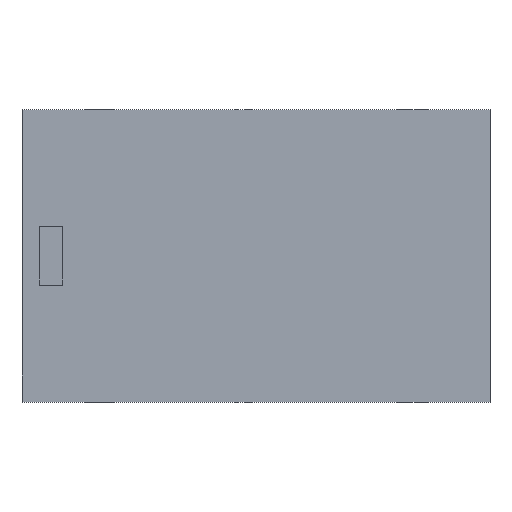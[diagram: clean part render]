
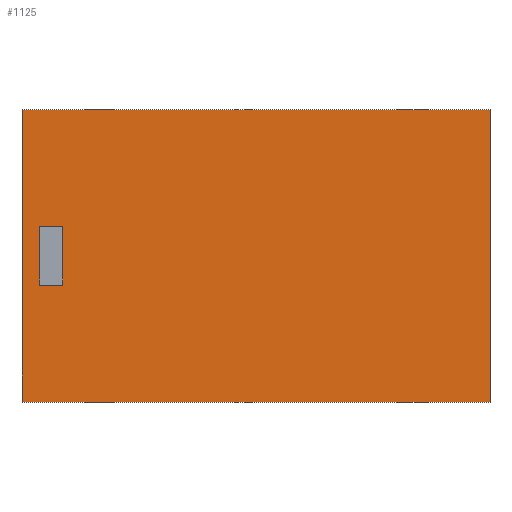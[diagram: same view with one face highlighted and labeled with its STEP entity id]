
A CAD part, top view. The second image highlights one B-rep face of the part: STEP entity #1125.
In plain terms, the highlighted free-form (B-spline) face has degree [1, 1] with [2, 2] control points.
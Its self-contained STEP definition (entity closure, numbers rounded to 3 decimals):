
#841=CARTESIAN_POINT('',(-8.0,5.0,8.0));
#842=VERTEX_POINT('',#841);
#851=CARTESIAN_POINT('',(8.0,5.0,8.0));
#852=VERTEX_POINT('',#851);
#853=CARTESIAN_POINT('',(-8.0,5.0,8.0));
#854=DIRECTION('',(1.0,0.0,0.0));
#855=VECTOR('',#854,16.0);
#856=LINE('',#853,#855);
#857=EDGE_CURVE('',#842,#852,#856,.T.);
#881=CARTESIAN_POINT('',(-8.0,-5.0,8.0));
#882=VERTEX_POINT('',#881);
#891=CARTESIAN_POINT('',(-8.0,-5.0,8.0));
#892=DIRECTION('',(0.0,1.0,0.0));
#893=VECTOR('',#892,10.0);
#894=LINE('',#891,#893);
#895=EDGE_CURVE('',#882,#842,#894,.T.);
#912=CARTESIAN_POINT('',(8.0,-5.0,8.0));
#913=VERTEX_POINT('',#912);
#922=CARTESIAN_POINT('',(8.0,-5.0,8.0));
#923=DIRECTION('',(-1.0,0.0,0.0));
#924=VECTOR('',#923,16.0);
#925=LINE('',#922,#924);
#926=EDGE_CURVE('',#913,#882,#925,.T.);
#961=CARTESIAN_POINT('',(8.0,5.0,8.0));
#962=DIRECTION('',(0.0,-1.0,0.0));
#963=VECTOR('',#962,10.0);
#964=LINE('',#961,#963);
#965=EDGE_CURVE('',#852,#913,#964,.T.);
#987=CARTESIAN_POINT('',(-7.4,-1.0,8.0));
#988=VERTEX_POINT('',#987);
#995=CARTESIAN_POINT('',(-6.6,-1.0,8.0));
#996=VERTEX_POINT('',#995);
#997=CARTESIAN_POINT('',(-6.6,-1.0,8.0));
#998=DIRECTION('',(-1.0,0.0,0.0));
#999=VECTOR('',#998,0.8);
#1000=LINE('',#997,#999);
#1001=EDGE_CURVE('',#996,#988,#1000,.T.);
#1026=CARTESIAN_POINT('',(-6.6,1.0,8.0));
#1027=VERTEX_POINT('',#1026);
#1028=CARTESIAN_POINT('',(-6.6,1.0,8.0));
#1029=DIRECTION('',(0.0,-1.0,0.0));
#1030=VECTOR('',#1029,2.0);
#1031=LINE('',#1028,#1030);
#1032=EDGE_CURVE('',#1027,#996,#1031,.T.);
#1057=CARTESIAN_POINT('',(-7.4,1.0,8.0));
#1058=VERTEX_POINT('',#1057);
#1059=CARTESIAN_POINT('',(-7.4,1.0,8.0));
#1060=DIRECTION('',(1.0,0.0,0.0));
#1061=VECTOR('',#1060,0.8);
#1062=LINE('',#1059,#1061);
#1063=EDGE_CURVE('',#1058,#1027,#1062,.T.);
#1086=CARTESIAN_POINT('',(-7.4,-1.,8.0));
#1087=DIRECTION('',(0.0,1.0,0.0));
#1088=VECTOR('',#1087,2.0);
#1089=LINE('',#1086,#1088);
#1090=EDGE_CURVE('',#988,#1058,#1089,.T.);
#1108=CARTESIAN_POINT('',(-8.0,-5.0,8.0));
#1109=CARTESIAN_POINT('',(8.0,-5.0,8.0));
#1110=CARTESIAN_POINT('',(-8.0,5.0,8.0));
#1111=CARTESIAN_POINT('',(8.0,5.0,8.0));
#1112=B_SPLINE_SURFACE_WITH_KNOTS('',1,1,((#1108,#1110),(#1109,#1111)),.UNSPECIFIED.,.F.,.F.,.U.,(2,2),(2,2),(0.0,16.0),(0.0,10.0),.UNSPECIFIED.);
#1113=ORIENTED_EDGE('',*,*,#965,.F.);
#1114=ORIENTED_EDGE('',*,*,#857,.F.);
#1115=ORIENTED_EDGE('',*,*,#895,.F.);
#1116=ORIENTED_EDGE('',*,*,#926,.F.);
#1117=EDGE_LOOP('',(#1113,#1114,#1115,#1116));
#1118=FACE_OUTER_BOUND('',#1117,.T.);
#1119=ORIENTED_EDGE('',*,*,#1001,.T.);
#1120=ORIENTED_EDGE('',*,*,#1090,.T.);
#1121=ORIENTED_EDGE('',*,*,#1063,.T.);
#1122=ORIENTED_EDGE('',*,*,#1032,.T.);
#1123=EDGE_LOOP('',(#1119,#1120,#1121,#1122));
#1124=FACE_BOUND('',#1123,.T.);
#1125=ADVANCED_FACE('',(#1118,#1124),#1112,.T.);
